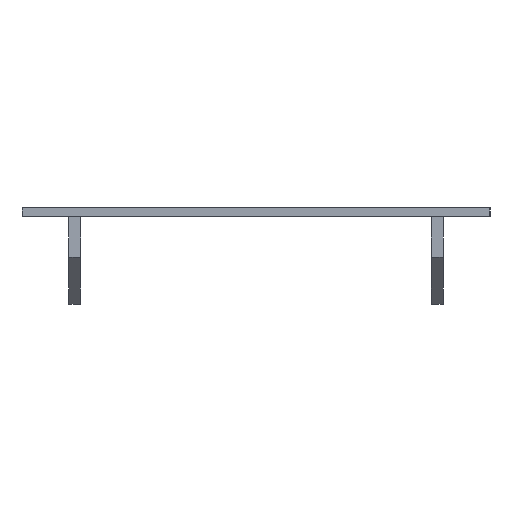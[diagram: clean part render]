
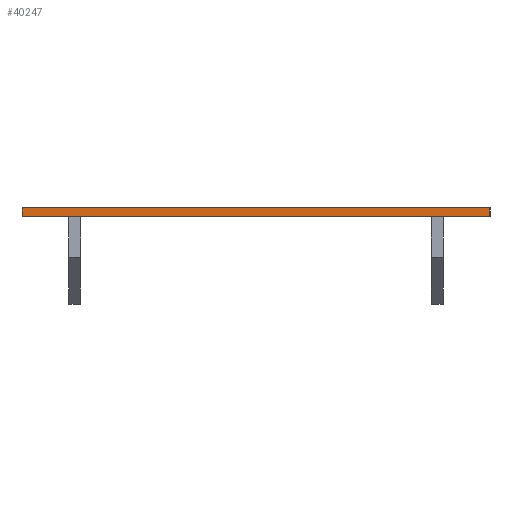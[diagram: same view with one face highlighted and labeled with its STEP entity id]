
A CAD part, left-side view. The second image highlights one B-rep face of the part: STEP entity #40247.
In plain terms, the highlighted planar face has unit normal (-1, 0, 0).
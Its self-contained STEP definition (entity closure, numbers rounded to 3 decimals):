
#210 = CARTESIAN_POINT ( 'NONE',  ( -500., 40., 1.5 ) ) ;
#2839 = EDGE_CURVE ( 'NONE', #34105, #28337, #16896, .T. ) ;
#3010 = DIRECTION ( 'NONE',  ( 0., 0., -1. ) ) ;
#3595 = DIRECTION ( 'NONE',  ( 0., 0., -1. ) ) ;
#5361 = VECTOR ( 'NONE', #11622, 1000. ) ;
#6283 = CARTESIAN_POINT ( 'NONE',  ( -500., 40., 1.5 ) ) ;
#10438 = FACE_OUTER_BOUND ( 'NONE', #34218, .T. ) ;
#10468 = CARTESIAN_POINT ( 'NONE',  ( -500., 40., 1.5 ) ) ;
#11622 = DIRECTION ( 'NONE',  ( 0., -1., 0. ) ) ;
#13660 = DIRECTION ( 'NONE',  ( 1., 0., 0. ) ) ;
#15841 = EDGE_CURVE ( 'NONE', #28337, #17962, #21696, .T. ) ;
#16896 = LINE ( 'NONE', #10468, #31105 ) ;
#17114 = DIRECTION ( 'NONE',  ( 0., 0., -1. ) ) ;
#17962 = VERTEX_POINT ( 'NONE', #22033 ) ;
#18938 = CARTESIAN_POINT ( 'NONE',  ( -500., 40., 0. ) ) ;
#21696 = LINE ( 'NONE', #18938, #5361 ) ;
#22033 = CARTESIAN_POINT ( 'NONE',  ( -500., -40., 0. ) ) ;
#22269 = VECTOR ( 'NONE', #3010, 1000. ) ;
#23967 = CARTESIAN_POINT ( 'NONE',  ( -500., 40., 1.5 ) ) ;
#24371 = VERTEX_POINT ( 'NONE', #41636 ) ;
#25371 = AXIS2_PLACEMENT_3D ( 'NONE', #23967, #13660, #3595 ) ;
#25653 = ORIENTED_EDGE ( 'NONE', *, *, #38207, .F. ) ;
#28332 = PLANE ( 'NONE',  #25371 ) ;
#28337 = VERTEX_POINT ( 'NONE', #42911 ) ;
#31105 = VECTOR ( 'NONE', #17114, 1000. ) ;
#31155 = DIRECTION ( 'NONE',  ( 0., -1., 0. ) ) ;
#31611 = LINE ( 'NONE', #210, #37130 ) ;
#34105 = VERTEX_POINT ( 'NONE', #6283 ) ;
#34218 = EDGE_LOOP ( 'NONE', ( #35041, #25653, #42572, #37495 ) ) ;
#35041 = ORIENTED_EDGE ( 'NONE', *, *, #15841, .T. ) ;
#37130 = VECTOR ( 'NONE', #31155, 1000. ) ;
#37495 = ORIENTED_EDGE ( 'NONE', *, *, #2839, .T. ) ;
#38207 = EDGE_CURVE ( 'NONE', #24371, #17962, #38501, .T. ) ;
#38501 = LINE ( 'NONE', #42389, #22269 ) ;
#40247 = ADVANCED_FACE ( 'NONE', ( #10438 ), #28332, .F. ) ;
#41194 = EDGE_CURVE ( 'NONE', #34105, #24371, #31611, .T. ) ;
#41636 = CARTESIAN_POINT ( 'NONE',  ( -500., -40., 1.5 ) ) ;
#42389 = CARTESIAN_POINT ( 'NONE',  ( -500., -40., 1.5 ) ) ;
#42572 = ORIENTED_EDGE ( 'NONE', *, *, #41194, .F. ) ;
#42911 = CARTESIAN_POINT ( 'NONE',  ( -500., 40., 0. ) ) ;
